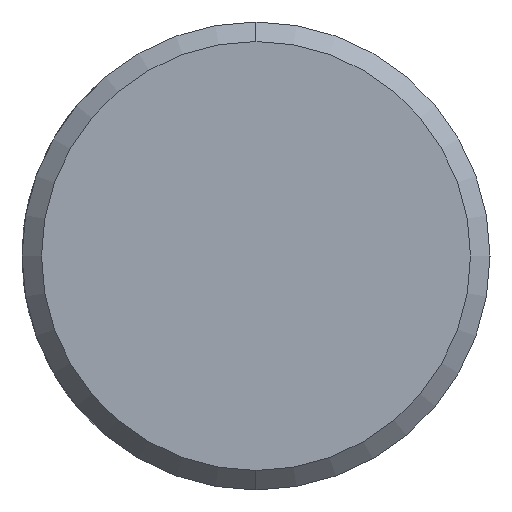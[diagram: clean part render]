
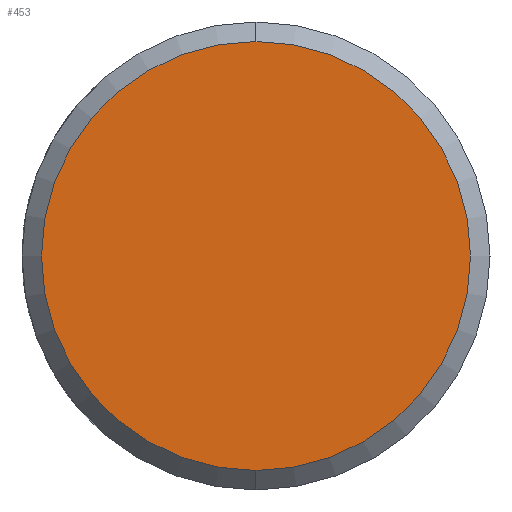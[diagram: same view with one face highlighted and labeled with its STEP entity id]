
A CAD part, left-side view. The second image highlights one B-rep face of the part: STEP entity #453.
In plain terms, the highlighted face is planar.
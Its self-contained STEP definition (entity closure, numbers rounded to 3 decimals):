
#254=CARTESIAN_POINT('',(0.,0.,0.));
#255=DIRECTION('',(0.,0.,1.));
#256=DIRECTION('',(-1.,0.,0.));
#257=AXIS2_PLACEMENT_3D('',#254,#255,#256);
#262=CARTESIAN_POINT('',(0.,0.,0.));
#263=DIRECTION('',(0.,0.,-1.));
#264=DIRECTION('',(-1.,0.,0.));
#265=AXIS2_PLACEMENT_3D('',#262,#263,#264);
#285=CARTESIAN_POINT('',(-2.75,0.,0.));
#287=VERTEX_POINT('',#285);
#289=CARTESIAN_POINT('',(2.75,0.,0.));
#291=VERTEX_POINT('',#289);
#444=CARTESIAN_POINT('',(0.,0.,0.));
#445=DIRECTION('',(0.,0.,-1.));
#446=DIRECTION('',(1.,0.,0.));
#447=AXIS2_PLACEMENT_3D('',#444,#445,#446);
#448=PLANE('',#447);
#449=ORIENTED_EDGE('',*,*,#437,.F.);
#450=ORIENTED_EDGE('',*,*,#426,.T.);
#451=EDGE_LOOP('',(#449,#450));
#452=FACE_OUTER_BOUND('',#451,.F.);
#258=CIRCLE('',#257,2.75);
#266=CIRCLE('',#265,2.75);
#426=EDGE_CURVE('',#287,#291,#266,.T.);
#437=EDGE_CURVE('',#287,#291,#258,.T.);
#453=ADVANCED_FACE('',(#452),#448,.F.);
